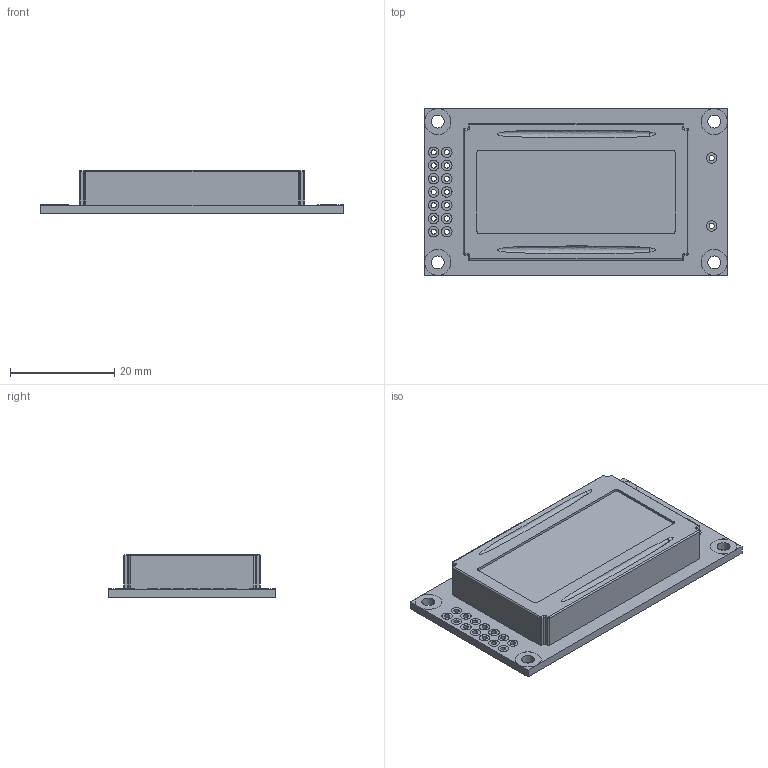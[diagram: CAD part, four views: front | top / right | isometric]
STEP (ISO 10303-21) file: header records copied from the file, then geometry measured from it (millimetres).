
FILE_DESCRIPTION (( 'STEP AP214' ), '1' );
FILE_NAME ('User Library-lcd_8x2.STEP', '2018-04-03T13:55:23', ( '' ), ( '' ), 'SwSTEP 2.0', 'SolidWorks 2018', '' );
FILE_SCHEMA (( 'AUTOMOTIVE_DESIGN' ));
Length unit declared in the file: millimetre
Products named in the file (2): User Library-lcd_8x2; User Library-lcd_8x2_lcd
Assembly tree (1 placements, depth 2):
  User Library-lcd_8x2
    User Library-lcd_8x2_lcd
Bounding box: 58 x 32 x 8.21 mm (x, y, z)
Volume: 10067.9 mm3; surface area: 5069.7 mm2
Topology: 1 solids, 1 shells, 236 faces, 545 edges, 344 vertices
Faces by surface type: cylinder 148, plane 72, bspline 16
Entity records: 10045 total; most frequent: CARTESIAN_POINT 1753, DIRECTION 1288, ORIENTED_EDGE 1084, EDGE_CURVE 542, AXIS2_PLACEMENT_3D 532, VERTEX_POINT 344, EDGE_LOOP 312, CIRCLE 308
